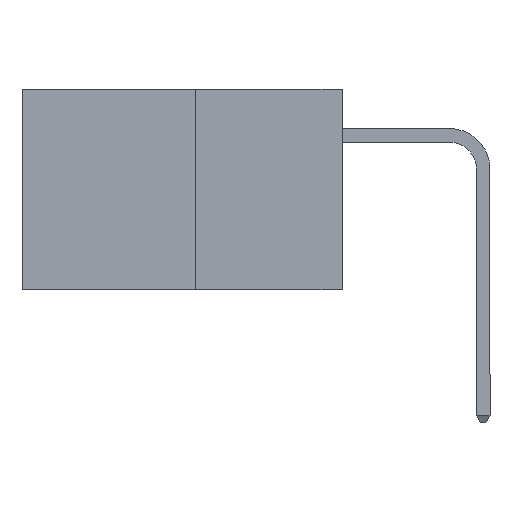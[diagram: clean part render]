
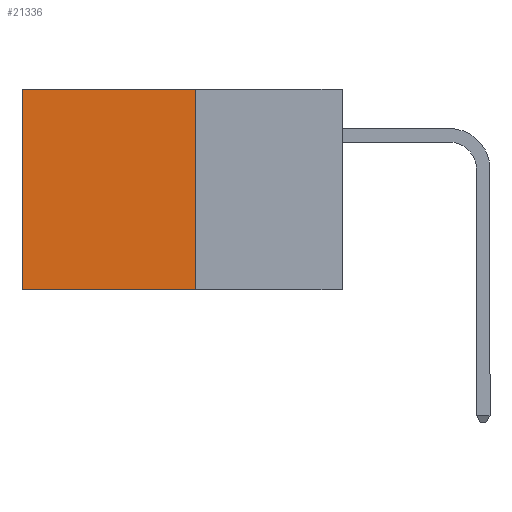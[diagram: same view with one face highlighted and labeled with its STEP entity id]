
A CAD part, left-side view. The second image highlights one B-rep face of the part: STEP entity #21336.
In plain terms, the highlighted planar face has unit normal (-1, 0, 0).
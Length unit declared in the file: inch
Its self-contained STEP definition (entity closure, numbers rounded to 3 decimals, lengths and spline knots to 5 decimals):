
#989 = DIRECTION ( 'NONE',  ( 0., 0., -1. ) ) ;
#1054 = CARTESIAN_POINT ( 'NONE',  ( 0.277, 0.27, -0.37 ) ) ;
#1442 = LINE ( 'NONE', #8779, #5779 ) ;
#3066 = AXIS2_PLACEMENT_3D ( 'NONE', #8293, #11905, #989 ) ;
#3282 = CARTESIAN_POINT ( 'NONE',  ( 0.277, 0.27, 0. ) ) ;
#3432 = VECTOR ( 'NONE', #6393, 39.37008 ) ;
#3446 = DIRECTION ( 'NONE',  ( 0., 1., 0. ) ) ;
#4071 = EDGE_LOOP ( 'NONE', ( #12232, #17603, #5502, #6703 ) ) ;
#4243 = VERTEX_POINT ( 'NONE', #3282 ) ;
#4581 = CARTESIAN_POINT ( 'NONE',  ( 0.277, 0.27, -0.37 ) ) ;
#5502 = ORIENTED_EDGE ( 'NONE', *, *, #17727, .F. ) ;
#5779 = VECTOR ( 'NONE', #3446, 39.37008 ) ;
#5891 = VERTEX_POINT ( 'NONE', #1054 ) ;
#6174 = VECTOR ( 'NONE', #15687, 39.37008 ) ;
#6393 = DIRECTION ( 'NONE',  ( 0., 1., 0. ) ) ;
#6703 = ORIENTED_EDGE ( 'NONE', *, *, #20285, .T. ) ;
#6727 = CARTESIAN_POINT ( 'NONE',  ( 0.277, 0.27, -0.37 ) ) ;
#7038 = LINE ( 'NONE', #8547, #16060 ) ;
#7709 = CARTESIAN_POINT ( 'NONE',  ( 0.277, 0.59, 0. ) ) ;
#8293 = CARTESIAN_POINT ( 'NONE',  ( 0.277, 0.27, -0.37 ) ) ;
#8547 = CARTESIAN_POINT ( 'NONE',  ( 0.277, 0.59, -0.37 ) ) ;
#8779 = CARTESIAN_POINT ( 'NONE',  ( 0.277, 0.27, 0. ) ) ;
#10068 = PLANE ( 'NONE',  #3066 ) ;
#10329 = DIRECTION ( 'NONE',  ( 0., 0., -1. ) ) ;
#11502 = LINE ( 'NONE', #6727, #6174 ) ;
#11905 = DIRECTION ( 'NONE',  ( 1., 0., 0. ) ) ;
#12232 = ORIENTED_EDGE ( 'NONE', *, *, #17088, .T. ) ;
#13785 = VERTEX_POINT ( 'NONE', #7709 ) ;
#15687 = DIRECTION ( 'NONE',  ( 0., 0., -1. ) ) ;
#15753 = EDGE_CURVE ( 'NONE', #5891, #22255, #21957, .T. ) ;
#16060 = VECTOR ( 'NONE', #10329, 39.37008 ) ;
#16284 = CARTESIAN_POINT ( 'NONE',  ( 0.277, 0.59, -0.37 ) ) ;
#17088 = EDGE_CURVE ( 'NONE', #13785, #22255, #7038, .T. ) ;
#17603 = ORIENTED_EDGE ( 'NONE', *, *, #15753, .F. ) ;
#17727 = EDGE_CURVE ( 'NONE', #4243, #5891, #11502, .T. ) ;
#20285 = EDGE_CURVE ( 'NONE', #4243, #13785, #1442, .T. ) ;
#20353 = FACE_OUTER_BOUND ( 'NONE', #4071, .T. ) ;
#21336 = ADVANCED_FACE ( 'NONE', ( #20353 ), #10068, .F. ) ;
#21957 = LINE ( 'NONE', #4581, #3432 ) ;
#22255 = VERTEX_POINT ( 'NONE', #16284 ) ;
